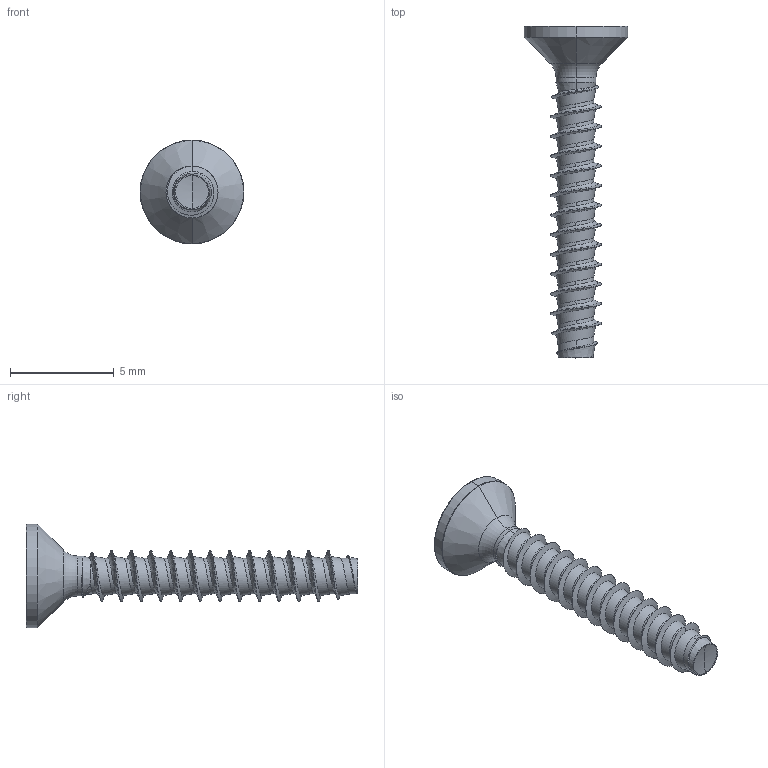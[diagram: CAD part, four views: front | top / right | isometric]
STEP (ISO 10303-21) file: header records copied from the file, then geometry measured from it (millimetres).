
FILE_DESCRIPTION (( 'STEP AP203' ), '1' );
FILE_NAME ('STP330250160.STEP', '2017-08-15T15:20:48', ( '' ), ( '' ), 'SwSTEP 2.0', 'SolidWorks 2015', '' );
FILE_SCHEMA (( 'CONFIG_CONTROL_DESIGN' ));
Length unit declared in the file: millimetre
Products named in the file (1): STP330250160
Bounding box: 5 x 16 x 5 mm (x, y, z)
Volume: 63.1 mm3; surface area: 186.7 mm2
Topology: 1 solids, 1 shells, 187 faces, 431 edges, 246 vertices
Faces by surface type: cylinder 73, bspline 51, sphere 26, plane 22, cone 9, torus 6
Entity records: 21858 total; most frequent: CARTESIAN_POINT 18071, ORIENTED_EDGE 858, DIRECTION 676, EDGE_CURVE 429, AXIS2_PLACEMENT_3D 275, VERTEX_POINT 246, EDGE_LOOP 189, ADVANCED_FACE 187
